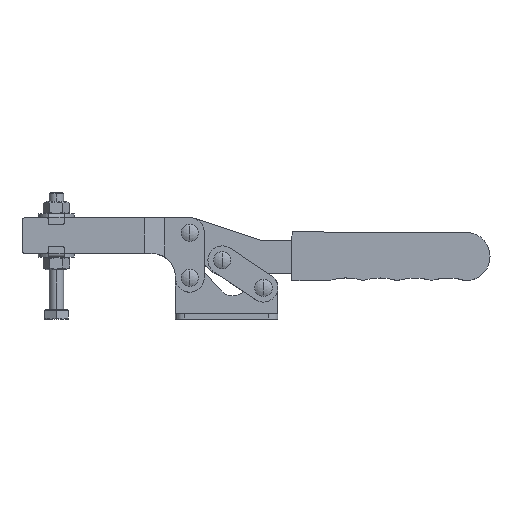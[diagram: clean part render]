
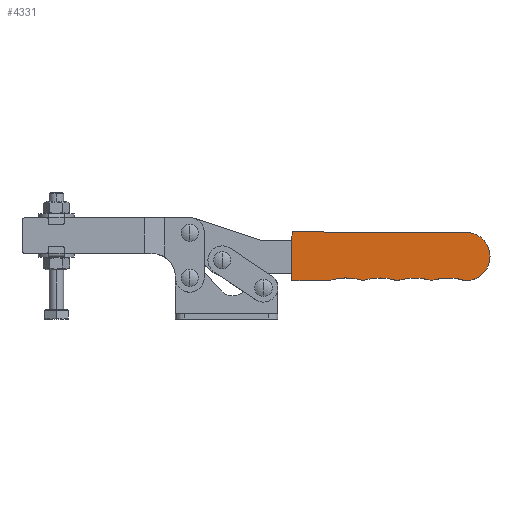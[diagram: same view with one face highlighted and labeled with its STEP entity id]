
A CAD part, top view. The second image highlights one B-rep face of the part: STEP entity #4331.
In plain terms, the highlighted planar face has unit normal (0, 0, 1).
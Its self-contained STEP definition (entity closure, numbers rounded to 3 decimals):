
#42 = AXIS2_PLACEMENT_3D ( 'NONE', #453, #5361, #1133 ) ;
#275 = CARTESIAN_POINT ( 'NONE',  ( 65.624, 21.659, 7. ) ) ;
#306 = ORIENTED_EDGE ( 'NONE', *, *, #5340, .T. ) ;
#453 = CARTESIAN_POINT ( 'NONE',  ( 28.001, 24.46, 7. ) ) ;
#626 = VERTEX_POINT ( 'NONE', #7598 ) ;
#735 = VERTEX_POINT ( 'NONE', #6334 ) ;
#751 = CIRCLE ( 'NONE', #1968, 3. ) ;
#753 = VERTEX_POINT ( 'NONE', #6061 ) ;
#757 = CIRCLE ( 'NONE', #4702, 3. ) ;
#965 = DIRECTION ( 'NONE',  ( -1., 0.001, 0. ) ) ;
#1007 = DIRECTION ( 'NONE',  ( 1., -0.001, 0. ) ) ;
#1061 = CARTESIAN_POINT ( 'NONE',  ( 56.779, -9.095, 7. ) ) ;
#1076 = AXIS2_PLACEMENT_3D ( 'NONE', #3583, #1933, #5861 ) ;
#1133 = DIRECTION ( 'NONE',  ( 1., -0.001, 0. ) ) ;
#1147 = LINE ( 'NONE', #1856, #6533 ) ;
#1202 = DIRECTION ( 'NONE',  ( 1., -0.001, 0. ) ) ;
#1217 = VERTEX_POINT ( 'NONE', #3597 ) ;
#1404 = AXIS2_PLACEMENT_3D ( 'NONE', #2201, #5344, #1007 ) ;
#1421 = VERTEX_POINT ( 'NONE', #2736 ) ;
#1571 = EDGE_CURVE ( 'NONE', #3623, #626, #8785, .T. ) ;
#1643 = VERTEX_POINT ( 'NONE', #8676 ) ;
#1739 = DIRECTION ( 'NONE',  ( 0., 0., 1. ) ) ;
#1742 = DIRECTION ( 'NONE',  ( 0., 0., -1. ) ) ;
#1856 = CARTESIAN_POINT ( 'NONE',  ( 7.855, 48.486, 7. ) ) ;
#1906 = DIRECTION ( 'NONE',  ( -0.001, -1., 0. ) ) ;
#1933 = DIRECTION ( 'NONE',  ( 0., 0., 1. ) ) ;
#1968 = AXIS2_PLACEMENT_3D ( 'NONE', #8894, #4447, #1202 ) ;
#2065 = DIRECTION ( 'NONE',  ( 0., 0., 1. ) ) ;
#2168 = ORIENTED_EDGE ( 'NONE', *, *, #8417, .T. ) ;
#2201 = CARTESIAN_POINT ( 'NONE',  ( 104.467, 34.859, 7. ) ) ;
#2333 = ORIENTED_EDGE ( 'NONE', *, *, #3630, .T. ) ;
#2353 = ORIENTED_EDGE ( 'NONE', *, *, #5606, .T. ) ;
#2523 = CARTESIAN_POINT ( 'NONE',  ( 76.039, -9.12, 7. ) ) ;
#2641 = CIRCLE ( 'NONE', #2968, 32. ) ;
#2653 = DIRECTION ( 'NONE',  ( 1., -0.001, 0. ) ) ;
#2736 = CARTESIAN_POINT ( 'NONE',  ( 104.011, 21.495, 7. ) ) ;
#2790 = DIRECTION ( 'NONE',  ( 1., -0.001, 0. ) ) ;
#2859 = VERTEX_POINT ( 'NONE', #4391 ) ;
#2869 = VERTEX_POINT ( 'NONE', #3004 ) ;
#2908 = LINE ( 'NONE', #5527, #4600 ) ;
#2959 = EDGE_CURVE ( 'NONE', #2869, #3623, #8444, .T. ) ;
#2968 = AXIS2_PLACEMENT_3D ( 'NONE', #2523, #5838, #5691 ) ;
#3004 = CARTESIAN_POINT ( 'NONE',  ( 104.993, 21.369, 7. ) ) ;
#3040 = PLANE ( 'NONE',  #1076 ) ;
#3103 = EDGE_LOOP ( 'NONE', ( #5207, #4069, #4957, #306, #8340, #3542, #2333, #8694, #4668, #4619, #2168, #4888, #2353 ) ) ;
#3258 = DIRECTION ( 'NONE',  ( 1., -0.001, 0. ) ) ;
#3446 = VECTOR ( 'NONE', #965, 1000. ) ;
#3542 = ORIENTED_EDGE ( 'NONE', *, *, #1571, .T. ) ;
#3583 = CARTESIAN_POINT ( 'NONE',  ( 76.039, -9.12, 7. ) ) ;
#3597 = CARTESIAN_POINT ( 'NONE',  ( 28.862, 21.586, 7. ) ) ;
#3612 = AXIS2_PLACEMENT_3D ( 'NONE', #6324, #2065, #6971 ) ;
#3623 = VERTEX_POINT ( 'NONE', #8567 ) ;
#3630 = EDGE_CURVE ( 'NONE', #626, #753, #1147, .T. ) ;
#3690 = EDGE_CURVE ( 'NONE', #2859, #5706, #7695, .T. ) ;
#3862 = CARTESIAN_POINT ( 'NONE',  ( 104.876, 24.367, 7. ) ) ;
#4069 = ORIENTED_EDGE ( 'NONE', *, *, #6283, .T. ) ;
#4225 = EDGE_CURVE ( 'NONE', #7126, #735, #2641, .T. ) ;
#4262 = VERTEX_POINT ( 'NONE', #4312 ) ;
#4312 = CARTESIAN_POINT ( 'NONE',  ( 46.646, 21.75, 7. ) ) ;
#4331 = ADVANCED_FACE ( 'NONE', ( #6921 ), #3040, .T. ) ;
#4371 = DIRECTION ( 'NONE',  ( 0., 0., 1. ) ) ;
#4391 = CARTESIAN_POINT ( 'NONE',  ( 48.253, 21.748, 7. ) ) ;
#4447 = DIRECTION ( 'NONE',  ( 0., 0., 1. ) ) ;
#4600 = VECTOR ( 'NONE', #2653, 1000. ) ;
#4619 = ORIENTED_EDGE ( 'NONE', *, *, #5503, .T. ) ;
#4668 = ORIENTED_EDGE ( 'NONE', *, *, #8717, .T. ) ;
#4702 = AXIS2_PLACEMENT_3D ( 'NONE', #3862, #4371, #6422 ) ;
#4888 = ORIENTED_EDGE ( 'NONE', *, *, #3690, .T. ) ;
#4931 = CIRCLE ( 'NONE', #5140, 32. ) ;
#4957 = ORIENTED_EDGE ( 'NONE', *, *, #5834, .T. ) ;
#5140 = AXIS2_PLACEMENT_3D ( 'NONE', #8206, #1742, #5847 ) ;
#5207 = ORIENTED_EDGE ( 'NONE', *, *, #4225, .T. ) ;
#5313 = DIRECTION ( 'NONE',  ( 1., -0.001, 0. ) ) ;
#5340 = EDGE_CURVE ( 'NONE', #1421, #2869, #757, .T. ) ;
#5344 = DIRECTION ( 'NONE',  ( 0., 0., 1. ) ) ;
#5361 = DIRECTION ( 'NONE',  ( 0., 0., 1. ) ) ;
#5503 = EDGE_CURVE ( 'NONE', #1217, #4262, #8797, .T. ) ;
#5527 = CARTESIAN_POINT ( 'NONE',  ( 27.997, 21.46, 7. ) ) ;
#5606 = EDGE_CURVE ( 'NONE', #5706, #7126, #751, .T. ) ;
#5651 = DIRECTION ( 'NONE',  ( 0., 0., -1. ) ) ;
#5691 = DIRECTION ( 'NONE',  ( 1., -0.001, 0. ) ) ;
#5706 = VERTEX_POINT ( 'NONE', #275 ) ;
#5834 = EDGE_CURVE ( 'NONE', #8667, #1421, #4931, .T. ) ;
#5838 = DIRECTION ( 'NONE',  ( 0., 0., -1. ) ) ;
#5847 = DIRECTION ( 'NONE',  ( 1., -0.001, 0. ) ) ;
#5861 = DIRECTION ( 'NONE',  ( 1., -0.001, 0. ) ) ;
#5886 = CIRCLE ( 'NONE', #7085, 3. ) ;
#6061 = CARTESIAN_POINT ( 'NONE',  ( 7.819, 21.486, 7. ) ) ;
#6082 = AXIS2_PLACEMENT_3D ( 'NONE', #1061, #5651, #2790 ) ;
#6283 = EDGE_CURVE ( 'NONE', #735, #8667, #5886, .T. ) ;
#6324 = CARTESIAN_POINT ( 'NONE',  ( 47.453, 24.64, 7. ) ) ;
#6334 = CARTESIAN_POINT ( 'NONE',  ( 84.646, 21.7, 7. ) ) ;
#6422 = DIRECTION ( 'NONE',  ( 1., -0.001, 0. ) ) ;
#6434 = DIRECTION ( 'NONE',  ( 0., 0., -1. ) ) ;
#6533 = VECTOR ( 'NONE', #1906, 1000. ) ;
#6607 = CARTESIAN_POINT ( 'NONE',  ( 7.855, 48.486, 7. ) ) ;
#6862 = AXIS2_PLACEMENT_3D ( 'NONE', #7216, #6434, #3258 ) ;
#6875 = CARTESIAN_POINT ( 'NONE',  ( 67.275, 21.656, 7. ) ) ;
#6921 = FACE_OUTER_BOUND ( 'NONE', #3103, .T. ) ;
#6971 = DIRECTION ( 'NONE',  ( 1., -0.001, 0. ) ) ;
#7085 = AXIS2_PLACEMENT_3D ( 'NONE', #7165, #1739, #5313 ) ;
#7126 = VERTEX_POINT ( 'NONE', #6875 ) ;
#7165 = CARTESIAN_POINT ( 'NONE',  ( 85.453, 24.59, 7. ) ) ;
#7216 = CARTESIAN_POINT ( 'NONE',  ( 38.039, -9.07, 7. ) ) ;
#7334 = CARTESIAN_POINT ( 'NONE',  ( 86.253, 21.698, 7. ) ) ;
#7598 = CARTESIAN_POINT ( 'NONE',  ( 7.855, 48.486, 7. ) ) ;
#7695 = CIRCLE ( 'NONE', #6082, 32. ) ;
#8044 = CIRCLE ( 'NONE', #3612, 3. ) ;
#8206 = CARTESIAN_POINT ( 'NONE',  ( 94.779, -9.145, 7. ) ) ;
#8340 = ORIENTED_EDGE ( 'NONE', *, *, #2959, .T. ) ;
#8385 = EDGE_CURVE ( 'NONE', #753, #1643, #2908, .T. ) ;
#8417 = EDGE_CURVE ( 'NONE', #4262, #2859, #8044, .T. ) ;
#8444 = CIRCLE ( 'NONE', #1404, 13.5 ) ;
#8567 = CARTESIAN_POINT ( 'NONE',  ( 104.484, 48.359, 7. ) ) ;
#8667 = VERTEX_POINT ( 'NONE', #7334 ) ;
#8676 = CARTESIAN_POINT ( 'NONE',  ( 27.997, 21.46, 7. ) ) ;
#8694 = ORIENTED_EDGE ( 'NONE', *, *, #8385, .T. ) ;
#8717 = EDGE_CURVE ( 'NONE', #1643, #1217, #8908, .T. ) ;
#8785 = LINE ( 'NONE', #6607, #3446 ) ;
#8797 = CIRCLE ( 'NONE', #6862, 32. ) ;
#8894 = CARTESIAN_POINT ( 'NONE',  ( 66.453, 24.542, 7. ) ) ;
#8908 = CIRCLE ( 'NONE', #42, 3. ) ;
